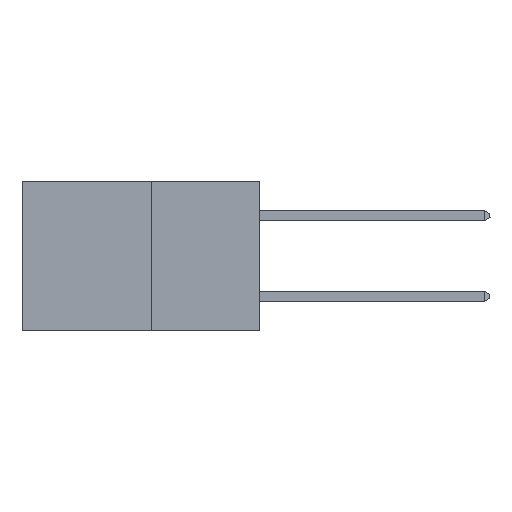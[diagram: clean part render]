
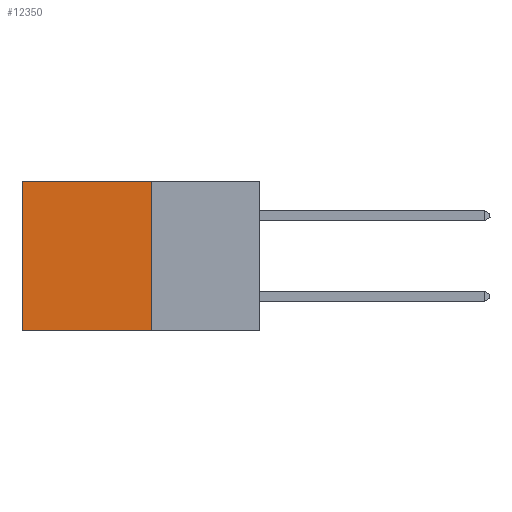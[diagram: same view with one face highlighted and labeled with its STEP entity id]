
A CAD part, left-side view. The second image highlights one B-rep face of the part: STEP entity #12350.
In plain terms, the highlighted planar face has unit normal (-1, 0, 0).
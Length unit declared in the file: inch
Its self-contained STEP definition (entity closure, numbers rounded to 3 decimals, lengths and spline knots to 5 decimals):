
#1486 = CARTESIAN_POINT ( 'NONE',  ( 0.277, 0.59, 0. ) ) ;
#1576 = AXIS2_PLACEMENT_3D ( 'NONE', #3886, #8254, #7272 ) ;
#1993 = VERTEX_POINT ( 'NONE', #6852 ) ;
#2129 = DIRECTION ( 'NONE',  ( 0., 1., 0. ) ) ;
#2370 = CARTESIAN_POINT ( 'NONE',  ( 0.277, 0.27, 0. ) ) ;
#2436 = DIRECTION ( 'NONE',  ( 0., 1., 0. ) ) ;
#2565 = CARTESIAN_POINT ( 'NONE',  ( 0.277, 0.27, -0.37 ) ) ;
#3668 = LINE ( 'NONE', #13044, #7477 ) ;
#3886 = CARTESIAN_POINT ( 'NONE',  ( 0.277, 0.27, -0.37 ) ) ;
#4833 = EDGE_CURVE ( 'NONE', #9576, #15281, #3668, .T. ) ;
#4866 = ORIENTED_EDGE ( 'NONE', *, *, #10709, .T. ) ;
#5114 = ORIENTED_EDGE ( 'NONE', *, *, #11349, .T. ) ;
#5655 = ORIENTED_EDGE ( 'NONE', *, *, #9470, .F. ) ;
#5887 = ORIENTED_EDGE ( 'NONE', *, *, #4833, .F. ) ;
#6852 = CARTESIAN_POINT ( 'NONE',  ( 0.277, 0.59, -0.37 ) ) ;
#7272 = DIRECTION ( 'NONE',  ( 0., 0., -1. ) ) ;
#7477 = VECTOR ( 'NONE', #9803, 39.37008 ) ;
#7649 = CARTESIAN_POINT ( 'NONE',  ( 0.277, 0.59, -0.37 ) ) ;
#7829 = DIRECTION ( 'NONE',  ( 0., 0., -1. ) ) ;
#8254 = DIRECTION ( 'NONE',  ( 1., 0., 0. ) ) ;
#8393 = LINE ( 'NONE', #7649, #15325 ) ;
#8457 = PLANE ( 'NONE',  #1576 ) ;
#8530 = VERTEX_POINT ( 'NONE', #1486 ) ;
#9446 = VECTOR ( 'NONE', #2129, 39.37008 ) ;
#9470 = EDGE_CURVE ( 'NONE', #15281, #1993, #12947, .T. ) ;
#9528 = CARTESIAN_POINT ( 'NONE',  ( 0.277, 0.27, -0.37 ) ) ;
#9576 = VERTEX_POINT ( 'NONE', #12361 ) ;
#9803 = DIRECTION ( 'NONE',  ( 0., 0., -1. ) ) ;
#9874 = LINE ( 'NONE', #2370, #9446 ) ;
#10709 = EDGE_CURVE ( 'NONE', #8530, #1993, #8393, .T. ) ;
#11349 = EDGE_CURVE ( 'NONE', #9576, #8530, #9874, .T. ) ;
#11745 = FACE_OUTER_BOUND ( 'NONE', #11753, .T. ) ;
#11753 = EDGE_LOOP ( 'NONE', ( #4866, #5655, #5887, #5114 ) ) ;
#12350 = ADVANCED_FACE ( 'NONE', ( #11745 ), #8457, .F. ) ;
#12361 = CARTESIAN_POINT ( 'NONE',  ( 0.277, 0.27, 0. ) ) ;
#12947 = LINE ( 'NONE', #2565, #16219 ) ;
#13044 = CARTESIAN_POINT ( 'NONE',  ( 0.277, 0.27, -0.37 ) ) ;
#15281 = VERTEX_POINT ( 'NONE', #9528 ) ;
#15325 = VECTOR ( 'NONE', #7829, 39.37008 ) ;
#16219 = VECTOR ( 'NONE', #2436, 39.37008 ) ;
